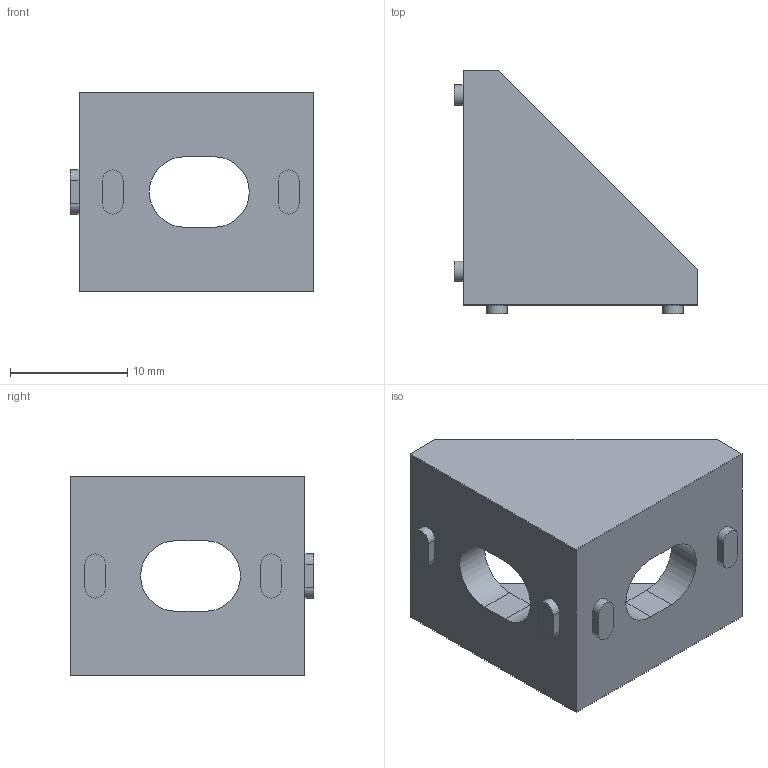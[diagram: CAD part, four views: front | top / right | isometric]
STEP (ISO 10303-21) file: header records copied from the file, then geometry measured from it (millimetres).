
FILE_DESCRIPTION(('FreeCAD Model'),'2;1');
FILE_NAME('T-slot_20x20_90_joint.step','2018-10-17T17:50:48', ('Author'),(''),'Open CASCADE STEP processor 7.3','FreeCAD','Unknown' );
FILE_SCHEMA(('AUTOMOTIVE_DESIGN { 1 0 10303 214 1 1 1 1 }'));
Length unit declared in the file: millimetre
Products named in the file (1): Fusion003007
Bounding box: 20.75 x 20.75 x 17 mm (x, y, z)
Volume: 2223.1 mm3; surface area: 2118.7 mm2
Topology: 1 solids, 1 shells, 40 faces, 98 edges, 64 vertices
Faces by surface type: plane 28, cylinder 12
Entity records: 2754 total; most frequent: CARTESIAN_POINT 465, DIRECTION 374, LINE 228, VECTOR 228, ORIENTED_EDGE 196, PCURVE 196, DEFINITIONAL_REPRESENTATION 196, EDGE_CURVE 98
